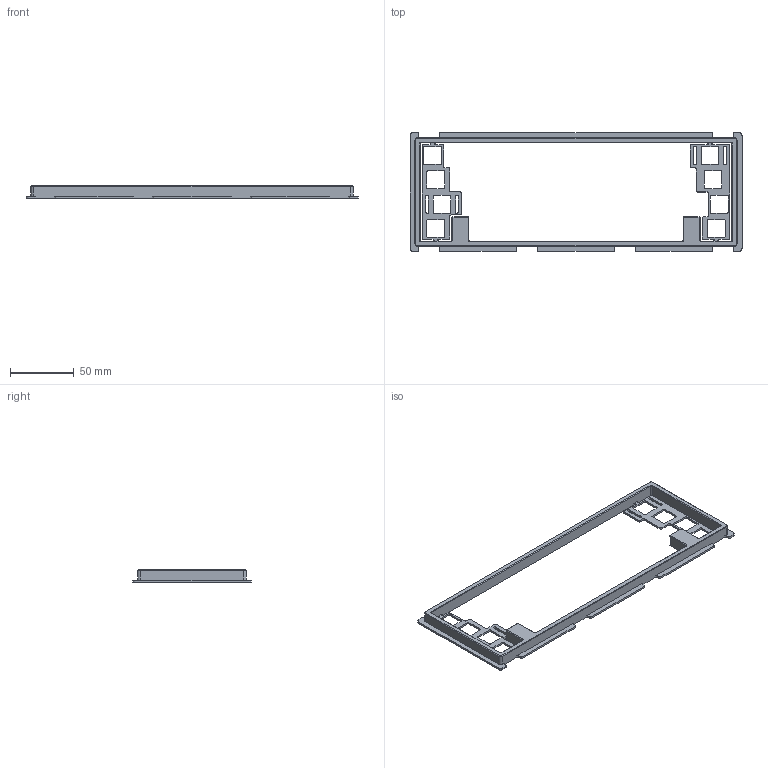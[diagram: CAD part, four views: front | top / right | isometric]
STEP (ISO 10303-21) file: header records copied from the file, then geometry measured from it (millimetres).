
FILE_DESCRIPTION(/* description */ (''),/* implementation_level */ '2;1');
FILE_NAME(/* name */ 'pegasus_plate.step',/* time_stamp */ '2022-02-28T18:38:54-08:00',/* author */ (''),/* organization */ (''),/* preprocessor_version */ 'ST-DEVELOPER v18.1',/* originating_system */ 'Autodesk Translation Framework v10.13.0.1454',/* authorisation */ '');
FILE_SCHEMA (('AUTOMOTIVE_DESIGN { 1 0 10303 214 3 1 1 }'));
Length unit declared in the file: millimetre
Products named in the file (1): Switch Plate
Bounding box: 259.64 x 92.95 x 9.5 mm (x, y, z)
Volume: 36152.3 mm3; surface area: 28875.3 mm2
Topology: 1 solids, 1 shells, 272 faces, 784 edges, 512 vertices
Faces by surface type: plane 136, cylinder 120, cone 16
Entity records: 9048 total; most frequent: DIRECTION 1586, CARTESIAN_POINT 1569, ORIENTED_EDGE 1568, EDGE_CURVE 784, AXIS2_PLACEMENT_3D 529, LINE 528, VECTOR 528, VERTEX_POINT 512
